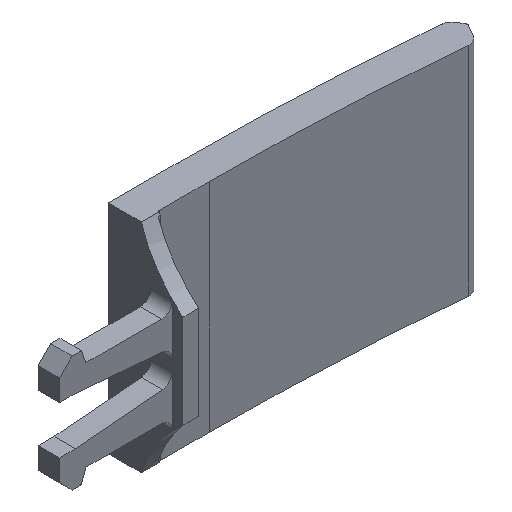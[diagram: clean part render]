
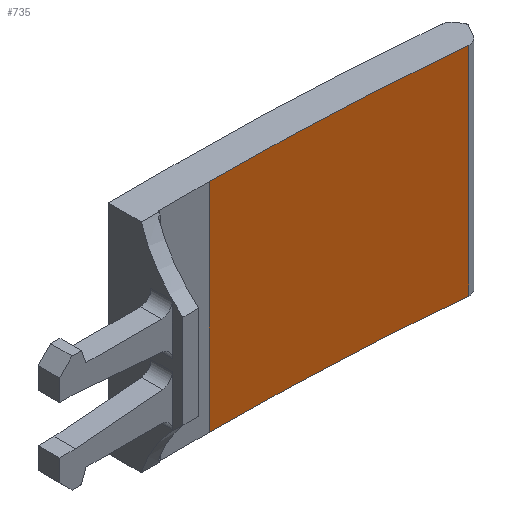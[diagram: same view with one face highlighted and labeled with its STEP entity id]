
A CAD part, isometric view. The second image highlights one B-rep face of the part: STEP entity #735.
In plain terms, the highlighted cylindrical face has radius 248.5 mm (diameter 497 mm), a partial arc.
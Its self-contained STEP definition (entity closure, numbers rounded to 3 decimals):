
#20=CYLINDRICAL_SURFACE('',#790,248.5);
#33=CIRCLE('',#791,248.5);
#34=CIRCLE('',#792,248.5);
#77=ORIENTED_EDGE('',*,*,#292,.F.);
#78=ORIENTED_EDGE('',*,*,#293,.F.);
#79=ORIENTED_EDGE('',*,*,#294,.T.);
#80=ORIENTED_EDGE('',*,*,#289,.T.);
#289=EDGE_CURVE('',#397,#396,#467,.T.);
#292=EDGE_CURVE('',#399,#396,#33,.T.);
#293=EDGE_CURVE('',#400,#399,#470,.T.);
#294=EDGE_CURVE('',#400,#397,#34,.T.);
#396=VERTEX_POINT('',#1102);
#397=VERTEX_POINT('',#1104);
#399=VERTEX_POINT('',#1110);
#400=VERTEX_POINT('',#1112);
#467=LINE('',#1103,#551);
#470=LINE('',#1111,#554);
#551=VECTOR('',#877,1000.);
#554=VECTOR('',#884,1000.);
#624=EDGE_LOOP('',(#77,#78,#79,#80));
#666=FACE_BOUND('',#624,.T.);
#735=ADVANCED_FACE('',(#666),#20,.F.);
#790=AXIS2_PLACEMENT_3D('',#1108,#880,#881);
#791=AXIS2_PLACEMENT_3D('',#1109,#882,#883);
#792=AXIS2_PLACEMENT_3D('',#1113,#885,#886);
#877=DIRECTION('',(0.,0.,-1.));
#880=DIRECTION('',(0.,0.,-1.));
#881=DIRECTION('',(-1.,0.,0.));
#882=DIRECTION('',(0.,0.,1.));
#883=DIRECTION('',(1.,0.,0.));
#884=DIRECTION('',(0.,0.,-1.));
#885=DIRECTION('',(0.,0.,1.));
#886=DIRECTION('',(1.,0.,0.));
#1102=CARTESIAN_POINT('',(4.778,-3.,-10.2));
#1103=CARTESIAN_POINT('',(4.778,-3.,10.2));
#1104=CARTESIAN_POINT('',(4.778,-3.,10.2));
#1108=CARTESIAN_POINT('',(4.778,-251.5,10.2));
#1109=CARTESIAN_POINT('',(4.778,-251.5,-10.2));
#1110=CARTESIAN_POINT('',(28.042,-4.091,-10.2));
#1111=CARTESIAN_POINT('',(28.042,-4.091,10.2));
#1112=CARTESIAN_POINT('',(28.042,-4.091,10.2));
#1113=CARTESIAN_POINT('',(4.778,-251.5,10.2));
